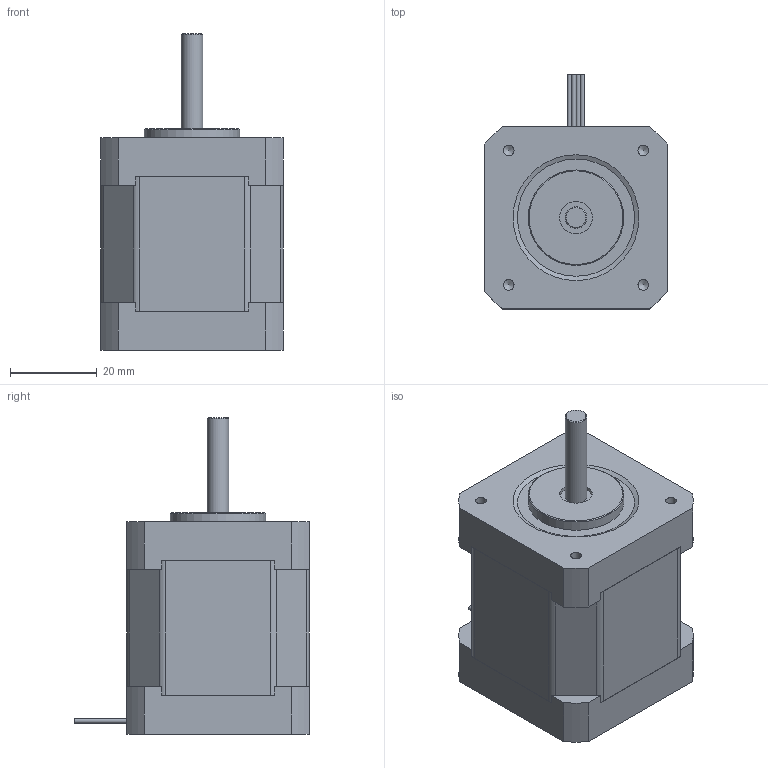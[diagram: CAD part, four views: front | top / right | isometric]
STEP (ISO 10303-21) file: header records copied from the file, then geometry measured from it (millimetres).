
FILE_DESCRIPTION((''),'2;1');
FILE_NAME('ST4118L0804-A.stp','2015-05-21T13:50:30',('schneid_a'),(''),'Autodesk Inventor 2010','Autodesk Inventor 2010','');
FILE_SCHEMA(('AUTOMOTIVE_DESIGN { 1 0 10303 214 1 1 1 1 }'));
Length unit declared in the file: millimetre
Products named in the file (1): ST4118L..._A
Bounding box: 42 x 54 x 73.04 mm (x, y, z)
Surface area: 12440.4 mm2 (no closed solid volume)
Topology: 0 solids, 10 shells, 149 faces, 548 edges, 376 vertices
Faces by surface type: plane 84, cylinder 32, cone 29, sphere 4
Full cylindrical faces by diameter (mm): 1 x3, 2.459 x4, 5 x1, 6 x4, 7.5 x1, 22 x1
Entity records: 5727 total; most frequent: CARTESIAN_POINT 1189, DIRECTION 950, ORIENTED_EDGE 790, EDGE_CURVE 513, VERTEX_POINT 364, AXIS2_PLACEMENT_3D 357, VECTOR 236, LINE 236
